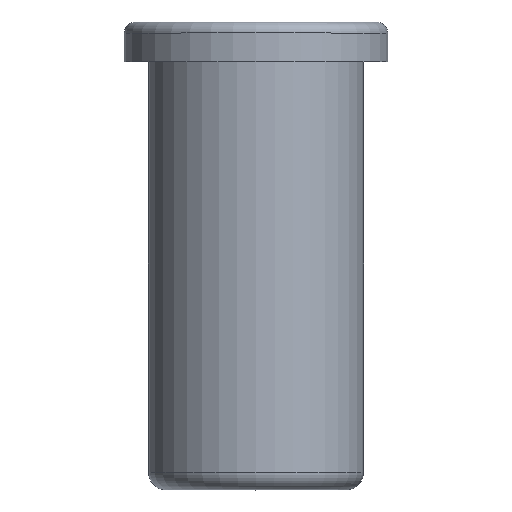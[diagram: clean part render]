
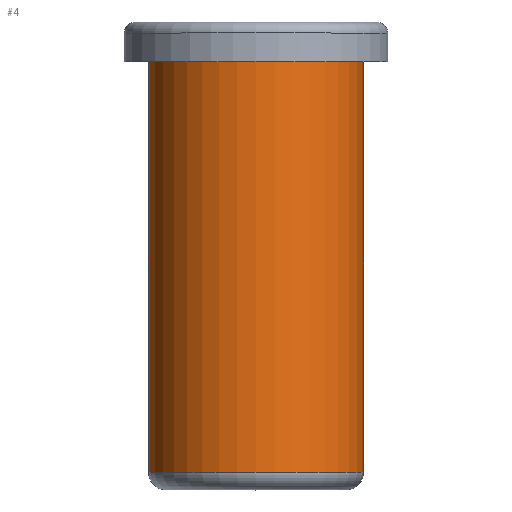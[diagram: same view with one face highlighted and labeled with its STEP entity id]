
A CAD part, top view. The second image highlights one B-rep face of the part: STEP entity #4.
In plain terms, the highlighted cylindrical face has radius 1.245 mm (diameter 2.489 mm), a partial arc.
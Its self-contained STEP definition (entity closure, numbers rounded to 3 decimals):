
#1 = EDGE_LOOP ( 'NONE', ( #3, #41, #27, #30 ) ) ;
#2 = EDGE_CURVE ( 'NONE', #39, #40, #470, .T. ) ;
#3 = ORIENTED_EDGE ( 'NONE', *, *, #2, .T. ) ;
#4 = ADVANCED_FACE ( 'NONE', ( #471 ), #446, .T. ) ;
#26 = VERTEX_POINT ( 'NONE', #714 ) ;
#27 = ORIENTED_EDGE ( 'NONE', *, *, #28, .F. ) ;
#28 = EDGE_CURVE ( 'NONE', #29, #26, #631, .T. ) ;
#29 = VERTEX_POINT ( 'NONE', #687 ) ;
#30 = ORIENTED_EDGE ( 'NONE', *, *, #31, .F. ) ;
#31 = EDGE_CURVE ( 'NONE', #39, #29, #651, .T. ) ;
#39 = VERTEX_POINT ( 'NONE', #633 ) ;
#40 = VERTEX_POINT ( 'NONE', #702 ) ;
#41 = ORIENTED_EDGE ( 'NONE', *, *, #42, .T. ) ;
#42 = EDGE_CURVE ( 'NONE', #40, #26, #701, .T. ) ;
#443 = DIRECTION ( 'NONE',  ( 1., 0., 0. ) ) ;
#444 = DIRECTION ( 'NONE',  ( 0., -1., 0. ) ) ;
#445 = AXIS2_PLACEMENT_3D ( 'NONE', #448, #444, #443 ) ;
#446 = CYLINDRICAL_SURFACE ( 'NONE', #445, 1.245 ) ;
#448 = CARTESIAN_POINT ( 'NONE',  ( 0.453, -2.986, -0.048 ) ) ;
#466 = DIRECTION ( 'NONE',  ( 1., 0., 0. ) ) ;
#467 = DIRECTION ( 'NONE',  ( 0., -1., 0. ) ) ;
#468 = CARTESIAN_POINT ( 'NONE',  ( 0.453, 1.967, -0.048 ) ) ;
#469 = AXIS2_PLACEMENT_3D ( 'NONE', #468, #467, #466 ) ;
#470 = CIRCLE ( 'NONE', #469, 1.245 ) ;
#471 = FACE_OUTER_BOUND ( 'NONE', #1, .T. ) ;
#627 = DIRECTION ( 'NONE',  ( 1., 0., 0. ) ) ;
#628 = DIRECTION ( 'NONE',  ( 0., -1., 0. ) ) ;
#629 = CARTESIAN_POINT ( 'NONE',  ( 0.453, -2.783, -0.048 ) ) ;
#630 = AXIS2_PLACEMENT_3D ( 'NONE', #629, #628, #627 ) ;
#631 = CIRCLE ( 'NONE', #630, 1.245 ) ;
#633 = CARTESIAN_POINT ( 'NONE',  ( 1.698, 1.967, -0.048 ) ) ;
#648 = DIRECTION ( 'NONE',  ( 0., -1., 0. ) ) ;
#649 = VECTOR ( 'NONE', #648, 1000. ) ;
#650 = CARTESIAN_POINT ( 'NONE',  ( 1.698, -2.986, -0.048 ) ) ;
#651 = LINE ( 'NONE', #650, #649 ) ;
#687 = CARTESIAN_POINT ( 'NONE',  ( 1.698, -2.783, -0.048 ) ) ;
#698 = DIRECTION ( 'NONE',  ( 0., -1., 0. ) ) ;
#699 = VECTOR ( 'NONE', #698, 1000. ) ;
#700 = CARTESIAN_POINT ( 'NONE',  ( -0.791, -2.986, -0.048 ) ) ;
#701 = LINE ( 'NONE', #700, #699 ) ;
#702 = CARTESIAN_POINT ( 'NONE',  ( -0.791, 1.967, -0.048 ) ) ;
#714 = CARTESIAN_POINT ( 'NONE',  ( -0.791, -2.783, -0.048 ) ) ;
